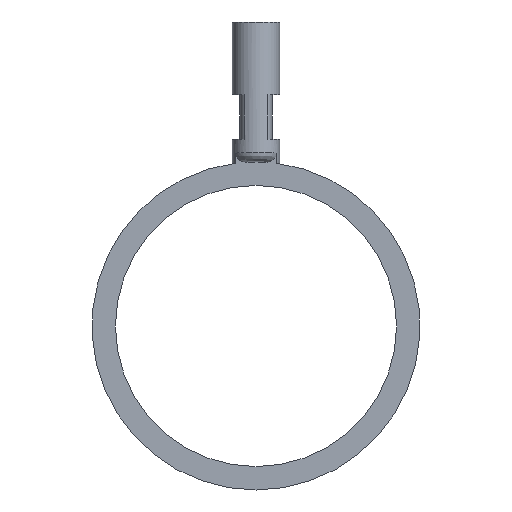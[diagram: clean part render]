
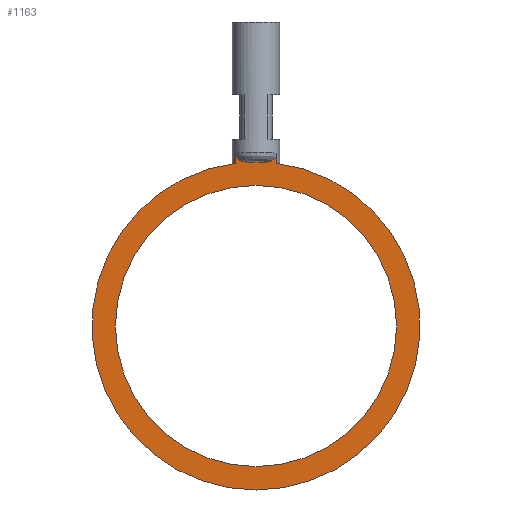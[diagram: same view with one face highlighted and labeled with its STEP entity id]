
A CAD part, front view. The second image highlights one B-rep face of the part: STEP entity #1163.
In plain terms, the highlighted planar face has unit normal (0, -1, 0).
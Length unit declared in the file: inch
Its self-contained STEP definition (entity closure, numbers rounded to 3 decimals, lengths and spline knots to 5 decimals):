
#11 = CARTESIAN_POINT ( 'NONE',  ( 0.42712, 0., 3.62864 ) ) ;
#12 = CARTESIAN_POINT ( 'NONE',  ( -0.3726, 0., 3.55178 ) ) ;
#14 = EDGE_CURVE ( 'NONE', #739, #974, #1102, .T. ) ;
#18 = CARTESIAN_POINT ( 'NONE',  ( 0.26637, 0., 3.50253 ) ) ;
#38 = CARTESIAN_POINT ( 'NONE',  ( 0.24324, 0., 3.49831 ) ) ;
#49 = ORIENTED_EDGE ( 'NONE', *, *, #909, .T. ) ;
#56 = DIRECTION ( 'NONE',  ( 0., 1., 0. ) ) ;
#60 = ORIENTED_EDGE ( 'NONE', *, *, #283, .F. ) ;
#77 = CARTESIAN_POINT ( 'NONE',  ( -0.42749, 0., 3.62811 ) ) ;
#84 = VERTEX_POINT ( 'NONE', #1072 ) ;
#88 = EDGE_CURVE ( 'NONE', #197, #257, #429, .T. ) ;
#95 = CARTESIAN_POINT ( 'NONE',  ( 0., 0., 0. ) ) ;
#120 = ORIENTED_EDGE ( 'NONE', *, *, #265, .T. ) ;
#127 = CARTESIAN_POINT ( 'NONE',  ( 0.43831, 0., 3.69053 ) ) ;
#143 = EDGE_LOOP ( 'NONE', ( #179, #49 ) ) ;
#158 = CARTESIAN_POINT ( 'NONE',  ( 0.42979, 0., 3.6362 ) ) ;
#159 = CARTESIAN_POINT ( 'NONE',  ( 0., 0., 0. ) ) ;
#167 = AXIS2_PLACEMENT_3D ( 'NONE', #159, #711, #963 ) ;
#168 = VECTOR ( 'NONE', #645, 39.37008 ) ;
#179 = ORIENTED_EDGE ( 'NONE', *, *, #576, .T. ) ;
#182 = CARTESIAN_POINT ( 'NONE',  ( -0.1646, 0., 3.49613 ) ) ;
#195 = DIRECTION ( 'NONE',  ( 0., 0., -1. ) ) ;
#197 = VERTEX_POINT ( 'NONE', #819 ) ;
#201 = CARTESIAN_POINT ( 'NONE',  ( -0.35986, 0., 3.5419 ) ) ;
#207 = CARTESIAN_POINT ( 'NONE',  ( 0.31917, 0., 3.51885 ) ) ;
#222 = CARTESIAN_POINT ( 'NONE',  ( 0.33338, 0., 3.52562 ) ) ;
#225 = CARTESIAN_POINT ( 'NONE',  ( 0.43831, 0., 3.69053 ) ) ;
#234 = CIRCLE ( 'NONE', #389, 3.5 ) ;
#240 = ORIENTED_EDGE ( 'NONE', *, *, #14, .F. ) ;
#252 = AXIS2_PLACEMENT_3D ( 'NONE', #459, #475, #1100 ) ;
#257 = VERTEX_POINT ( 'NONE', #730 ) ;
#265 = EDGE_CURVE ( 'NONE', #84, #1153, #1142, .T. ) ;
#267 = PLANE ( 'NONE',  #729 ) ;
#275 = EDGE_CURVE ( 'NONE', #974, #477, #884, .T. ) ;
#278 = DIRECTION ( 'NONE',  ( 0., 1., 0. ) ) ;
#283 = EDGE_CURVE ( 'NONE', #323, #1153, #764, .T. ) ;
#295 = CARTESIAN_POINT ( 'NONE',  ( 0.39525, 0., 3.57423 ) ) ;
#298 = CARTESIAN_POINT ( 'NONE',  ( -0.43776, 0., 3.67457 ) ) ;
#300 = ORIENTED_EDGE ( 'NONE', *, *, #602, .F. ) ;
#321 = ORIENTED_EDGE ( 'NONE', *, *, #676, .T. ) ;
#323 = VERTEX_POINT ( 'NONE', #761 ) ;
#353 = CARTESIAN_POINT ( 'NONE',  ( 0., 0., 0. ) ) ;
#367 = CARTESIAN_POINT ( 'NONE',  ( -0.43391, 0., 3.65091 ) ) ;
#376 = DIRECTION ( 'NONE',  ( 0., 1., 0. ) ) ;
#389 = AXIS2_PLACEMENT_3D ( 'NONE', #95, #539, #807 ) ;
#395 = CARTESIAN_POINT ( 'NONE',  ( -0.39496, 0., 3.5739 ) ) ;
#429 = CIRCLE ( 'NONE', #167, 3.5 ) ;
#440 = DIRECTION ( 'NONE',  ( 0., 0., 1. ) ) ;
#447 = CARTESIAN_POINT ( 'NONE',  ( 0., 0., 3. ) ) ;
#450 = CIRCLE ( 'NONE', #751, 3. ) ;
#459 = CARTESIAN_POINT ( 'NONE',  ( 0., 0., 0. ) ) ;
#461 = CARTESIAN_POINT ( 'NONE',  ( 0.43831, 0., 3.47245 ) ) ;
#468 = CARTESIAN_POINT ( 'NONE',  ( -0.42123, 0., 3.61366 ) ) ;
#475 = DIRECTION ( 'NONE',  ( 0., 1., 0. ) ) ;
#477 = VERTEX_POINT ( 'NONE', #888 ) ;
#489 = CARTESIAN_POINT ( 'NONE',  ( 0.3536, 0., 3.53808 ) ) ;
#504 = CARTESIAN_POINT ( 'NONE',  ( 0.1646, 0., 3.49613 ) ) ;
#510 = AXIS2_PLACEMENT_3D ( 'NONE', #797, #1151, #651 ) ;
#513 = B_SPLINE_CURVE_WITH_KNOTS ( 'NONE', 3,
 ( #1092, #977, #914, #158, #11, #743, #535, #1104, #295, #839, #664, #773, #489, #222, #207, #1035, #853, #1028, #18, #38, #939, #1124, #591, #504 ),
 .UNSPECIFIED., .F., .F.,
 ( 4, 2, 2, 2, 2, 2, 2, 2, 2, 2, 2, 4 ),
 ( 0., 0.0012, 0.0018, 0.00239, 0.00359, 0.00419, 0.00479, 0.00599, 0.00658, 0.00718, 0.00838, 0.00958 ),
 .UNSPECIFIED. ) ;
#520 = ORIENTED_EDGE ( 'NONE', *, *, #596, .F. ) ;
#529 = DIRECTION ( 'NONE',  ( 0., 0., 1. ) ) ;
#535 = CARTESIAN_POINT ( 'NONE',  ( 0.41729, 0., 3.60713 ) ) ;
#539 = DIRECTION ( 'NONE',  ( 0., 1., 0. ) ) ;
#545 = CIRCLE ( 'NONE', #510, 3.5 ) ;
#546 = AXIS2_PLACEMENT_3D ( 'NONE', #353, #56, #440 ) ;
#559 = CARTESIAN_POINT ( 'NONE',  ( -0.40479, 0., 3.58624 ) ) ;
#575 = CARTESIAN_POINT ( 'NONE',  ( -0.43831, 0., 3.69053 ) ) ;
#576 = EDGE_CURVE ( 'NONE', #746, #580, #450, .T. ) ;
#580 = VERTEX_POINT ( 'NONE', #447 ) ;
#591 = CARTESIAN_POINT ( 'NONE',  ( 0.18039, 0., 3.49538 ) ) ;
#596 = EDGE_CURVE ( 'NONE', #477, #323, #234, .T. ) ;
#602 = EDGE_CURVE ( 'NONE', #84, #197, #545, .T. ) ;
#632 = ORIENTED_EDGE ( 'NONE', *, *, #88, .F. ) ;
#645 = DIRECTION ( 'NONE',  ( 0., 0., 1. ) ) ;
#651 = DIRECTION ( 'NONE',  ( 0., 0., 1. ) ) ;
#664 = CARTESIAN_POINT ( 'NONE',  ( 0.37258, 0., 3.55238 ) ) ;
#676 = EDGE_CURVE ( 'NONE', #739, #257, #513, .T. ) ;
#711 = DIRECTION ( 'NONE',  ( 0., 1., 0. ) ) ;
#729 = AXIS2_PLACEMENT_3D ( 'NONE', #1171, #376, #1096 ) ;
#730 = CARTESIAN_POINT ( 'NONE',  ( 0.1646, 0., 3.49613 ) ) ;
#735 = CARTESIAN_POINT ( 'NONE',  ( -0.43556, 0., 3.65875 ) ) ;
#739 = VERTEX_POINT ( 'NONE', #127 ) ;
#743 = CARTESIAN_POINT ( 'NONE',  ( 0.42087, 0., 3.61413 ) ) ;
#744 = CARTESIAN_POINT ( 'NONE',  ( -0.33292, 0., 3.52538 ) ) ;
#746 = VERTEX_POINT ( 'NONE', #932 ) ;
#751 = AXIS2_PLACEMENT_3D ( 'NONE', #987, #278, #529 ) ;
#761 = CARTESIAN_POINT ( 'NONE',  ( -0.43831, 0., 3.47245 ) ) ;
#764 = LINE ( 'NONE', #1014, #168 ) ;
#773 = CARTESIAN_POINT ( 'NONE',  ( 0.36015, 0., 3.54264 ) ) ;
#797 = CARTESIAN_POINT ( 'NONE',  ( 0., 0., 0. ) ) ;
#807 = DIRECTION ( 'NONE',  ( 0., 0., 1. ) ) ;
#816 = CARTESIAN_POINT ( 'NONE',  ( -0.43831, 0., 3.69053 ) ) ;
#819 = CARTESIAN_POINT ( 'NONE',  ( 0., 0., 3.5 ) ) ;
#832 = CARTESIAN_POINT ( 'NONE',  ( -0.43831, 0., 3.68252 ) ) ;
#839 = CARTESIAN_POINT ( 'NONE',  ( 0.37849, 0., 3.55758 ) ) ;
#840 = CARTESIAN_POINT ( 'NONE',  ( -0.31867, 0., 3.51862 ) ) ;
#853 = CARTESIAN_POINT ( 'NONE',  ( 0.28928, 0., 3.50831 ) ) ;
#884 = CIRCLE ( 'NONE', #252, 3.5 ) ;
#888 = CARTESIAN_POINT ( 'NONE',  ( 0., 0., -3.5 ) ) ;
#895 = CARTESIAN_POINT ( 'NONE',  ( -0.27346, 0., 3.5038 ) ) ;
#902 = FACE_BOUND ( 'NONE', #143, .T. ) ;
#906 = FACE_OUTER_BOUND ( 'NONE', #1170, .T. ) ;
#909 = EDGE_CURVE ( 'NONE', #580, #746, #1146, .T. ) ;
#914 = CARTESIAN_POINT ( 'NONE',  ( 0.43615, 0., 3.65901 ) ) ;
#918 = CARTESIAN_POINT ( 'NONE',  ( -0.19613, 0., 3.49464 ) ) ;
#925 = CARTESIAN_POINT ( 'NONE',  ( -0.22739, 0., 3.49548 ) ) ;
#932 = CARTESIAN_POINT ( 'NONE',  ( 0., 0., -3. ) ) ;
#939 = CARTESIAN_POINT ( 'NONE',  ( 0.22766, 0., 3.49668 ) ) ;
#963 = DIRECTION ( 'NONE',  ( 0., 0., 1. ) ) ;
#974 = VERTEX_POINT ( 'NONE', #461 ) ;
#977 = CARTESIAN_POINT ( 'NONE',  ( 0.43831, 0., 3.67458 ) ) ;
#978 = VECTOR ( 'NONE', #195, 39.37008 ) ;
#987 = CARTESIAN_POINT ( 'NONE',  ( 0., 0., 0. ) ) ;
#1014 = CARTESIAN_POINT ( 'NONE',  ( -0.43831, 0., 3.47245 ) ) ;
#1028 = CARTESIAN_POINT ( 'NONE',  ( 0.27404, 0., 3.50423 ) ) ;
#1029 = CARTESIAN_POINT ( 'NONE',  ( -0.28875, 0., 3.50776 ) ) ;
#1035 = CARTESIAN_POINT ( 'NONE',  ( 0.29689, 0., 3.51069 ) ) ;
#1068 = ORIENTED_EDGE ( 'NONE', *, *, #275, .F. ) ;
#1072 = CARTESIAN_POINT ( 'NONE',  ( -0.1646, 0., 3.49613 ) ) ;
#1092 = CARTESIAN_POINT ( 'NONE',  ( 0.43831, 0., 3.69053 ) ) ;
#1096 = DIRECTION ( 'NONE',  ( 0., 0., 1. ) ) ;
#1100 = DIRECTION ( 'NONE',  ( 0., 0., 1. ) ) ;
#1102 = LINE ( 'NONE', #225, #978 ) ;
#1104 = CARTESIAN_POINT ( 'NONE',  ( 0.40521, 0., 3.58686 ) ) ;
#1124 = CARTESIAN_POINT ( 'NONE',  ( 0.19624, 0., 3.49521 ) ) ;
#1142 = B_SPLINE_CURVE_WITH_KNOTS ( 'NONE', 3,
 ( #182, #918, #925, #895, #1029, #840, #744, #201, #12, #395, #559, #468, #77, #367, #735, #298, #832, #575 ),
 .UNSPECIFIED., .F., .F.,
 ( 4, 2, 2, 2, 2, 2, 2, 2, 4 ),
 ( 0., 0.00237, 0.00356, 0.00475, 0.00593, 0.00712, 0.00831, 0.0089, 0.00949 ),
 .UNSPECIFIED. ) ;
#1146 = CIRCLE ( 'NONE', #546, 3. ) ;
#1151 = DIRECTION ( 'NONE',  ( 0., 1., 0. ) ) ;
#1153 = VERTEX_POINT ( 'NONE', #816 ) ;
#1163 = ADVANCED_FACE ( 'NONE', ( #906, #902 ), #267, .F. ) ;
#1170 = EDGE_LOOP ( 'NONE', ( #300, #120, #60, #520, #1068, #240, #321, #632 ) ) ;
#1171 = CARTESIAN_POINT ( 'NONE',  ( 0., 0., 0. ) ) ;
